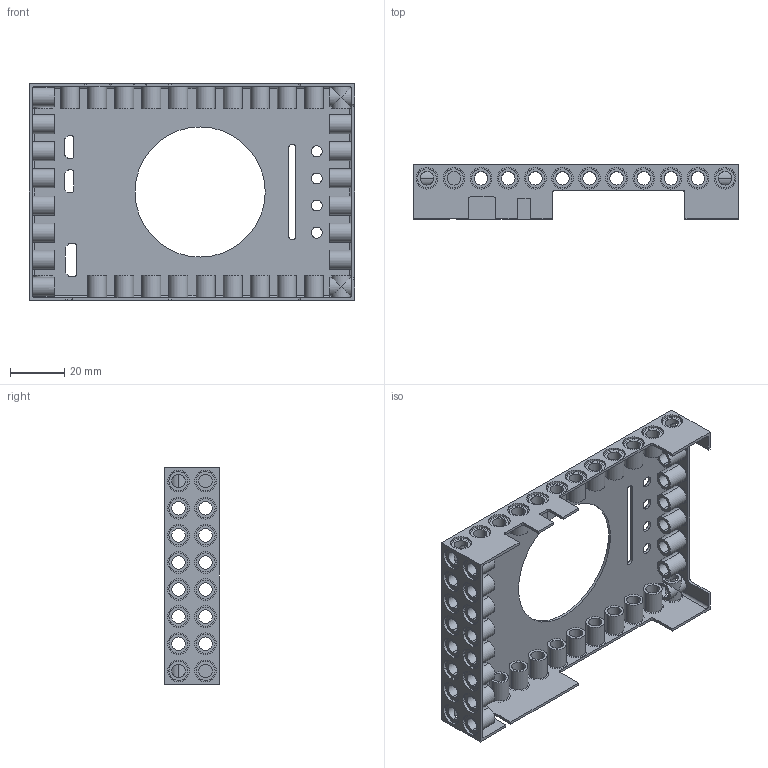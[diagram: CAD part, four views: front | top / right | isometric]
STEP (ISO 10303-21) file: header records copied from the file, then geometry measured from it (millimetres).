
FILE_DESCRIPTION (( 'STEP AP203' ), '1' );
FILE_NAME ('BRcA_2.STEP', '2019-02-21T11:16:40', ( '' ), ( '' ), 'SwSTEP 2.0', 'SolidWorks 2018', '' );
FILE_SCHEMA (( 'CONFIG_CONTROL_DESIGN' ));
Length unit declared in the file: millimetre
Products named in the file (1): BRcA_2
Bounding box: 120 x 20 x 80 mm (x, y, z)
Volume: 17927.5 mm3; surface area: 39672.5 mm2
Topology: 1 solids, 1 shells, 528 faces, 1411 edges, 918 vertices
Faces by surface type: cylinder 366, plane 158, sphere 4
Entity records: 17442 total; most frequent: CARTESIAN_POINT 3575, DIRECTION 3049, ORIENTED_EDGE 2814, EDGE_CURVE 1407, AXIS2_PLACEMENT_3D 1236, VERTEX_POINT 918, CIRCLE 707, EDGE_LOOP 693
